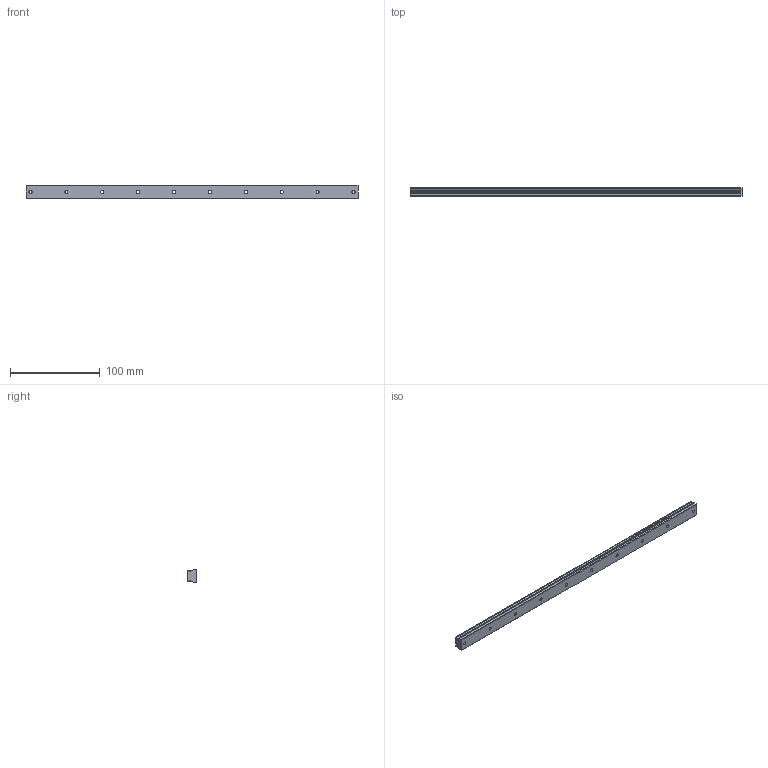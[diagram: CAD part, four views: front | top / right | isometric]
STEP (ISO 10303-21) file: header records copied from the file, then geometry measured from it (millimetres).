
FILE_DESCRIPTION (( 'STEP AP214' ), '1' );
FILE_NAME ('SRS15MSS-370LM_G5_0_0_0_0_0_1.STEP', '2021-08-11T10:57:50', ( '' ), ( '' ), 'SwSTEP 2.0', 'SolidWorks 2021', '' );
FILE_SCHEMA (( 'AUTOMOTIVE_DESIGN' ));
Length unit declared in the file: millimetre
Products named in the file (2): _SRS15M3705 Track; SRS15MSS-370LM_G5_0_0_0_0_0_1
Assembly tree (1 placements, depth 2):
  SRS15MSS-370LM_G5_0_0_0_0_0_1
    _SRS15M3705 Track
Bounding box: 370 x 9.5 x 15 mm (x, y, z)
Volume: 44709.3 mm3; surface area: 19253.9 mm2
Topology: 1 solids, 1 shells, 73 faces, 183 edges, 122 vertices
Faces by surface type: cylinder 47, plane 26
Entity records: 2337 total; most frequent: DIRECTION 431, CARTESIAN_POINT 382, ORIENTED_EDGE 366, EDGE_CURVE 183, AXIS2_PLACEMENT_3D 171, VERTEX_POINT 122, EDGE_LOOP 103, CIRCLE 94
